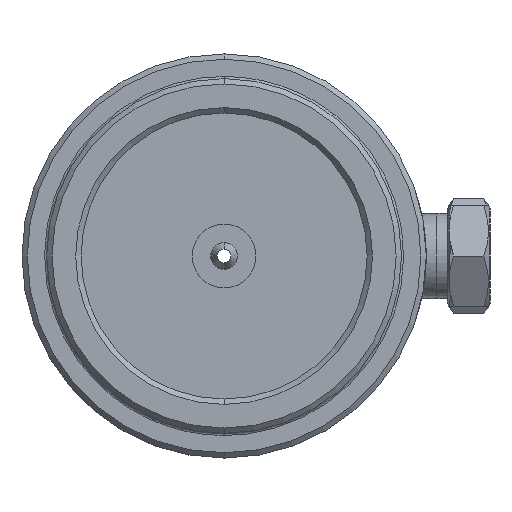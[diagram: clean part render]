
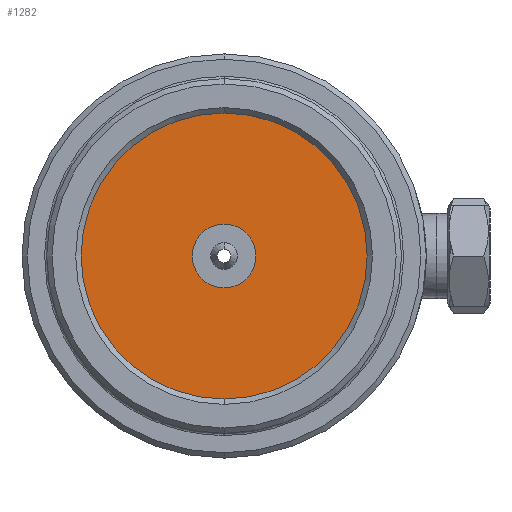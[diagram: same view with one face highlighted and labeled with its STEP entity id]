
A CAD part, front view. The second image highlights one B-rep face of the part: STEP entity #1282.
In plain terms, the highlighted planar face has unit normal (0, -1, 0).
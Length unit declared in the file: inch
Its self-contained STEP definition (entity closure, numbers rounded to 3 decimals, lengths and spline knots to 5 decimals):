
#18 = PLANE ( 'NONE',  #2418 ) ;
#62 = CARTESIAN_POINT ( 'NONE',  ( 0., 1.12964, 0. ) ) ;
#72 = CARTESIAN_POINT ( 'NONE',  ( 1.06102, 1.12964, 0. ) ) ;
#80 = VERTEX_POINT ( 'NONE', #2103 ) ;
#127 = EDGE_CURVE ( 'NONE', #1185, #2974, #659, .T. ) ;
#179 = DIRECTION ( 'NONE',  ( 0., 0., -1. ) ) ;
#184 = DIRECTION ( 'NONE',  ( 0., 1., 0. ) ) ;
#187 = DIRECTION ( 'NONE',  ( 0., -1., 0. ) ) ;
#190 = CARTESIAN_POINT ( 'NONE',  ( 0., 1.12964, 0. ) ) ;
#584 = ORIENTED_EDGE ( 'NONE', *, *, #783, .F. ) ;
#648 = CARTESIAN_POINT ( 'NONE',  ( -1.06102, 1.12964, 0. ) ) ;
#659 = CIRCLE ( 'NONE', #3277, 1.06102 ) ;
#713 = ORIENTED_EDGE ( 'NONE', *, *, #2557, .F. ) ;
#783 = EDGE_CURVE ( 'NONE', #2974, #1185, #2024, .T. ) ;
#884 = DIRECTION ( 'NONE',  ( 0., 0., 1. ) ) ;
#968 = EDGE_LOOP ( 'NONE', ( #713, #2679 ) ) ;
#1092 = EDGE_LOOP ( 'NONE', ( #1513, #584 ) ) ;
#1185 = VERTEX_POINT ( 'NONE', #648 ) ;
#1282 = ADVANCED_FACE ( 'NONE', ( #1985, #3077 ), #18, .F. ) ;
#1513 = ORIENTED_EDGE ( 'NONE', *, *, #127, .F. ) ;
#1857 = CARTESIAN_POINT ( 'NONE',  ( 0., 1.12964, -0.23622 ) ) ;
#1865 = EDGE_CURVE ( 'NONE', #80, #2261, #3239, .T. ) ;
#1985 = FACE_OUTER_BOUND ( 'NONE', #1092, .T. ) ;
#2024 = CIRCLE ( 'NONE', #2909, 1.06102 ) ;
#2059 = CARTESIAN_POINT ( 'NONE',  ( 0., 1.12964, 0. ) ) ;
#2103 = CARTESIAN_POINT ( 'NONE',  ( 0., 1.12964, 0.23622 ) ) ;
#2261 = VERTEX_POINT ( 'NONE', #1857 ) ;
#2328 = DIRECTION ( 'NONE',  ( -1., 0., 0. ) ) ;
#2418 = AXIS2_PLACEMENT_3D ( 'NONE', #62, #2424, #884 ) ;
#2424 = DIRECTION ( 'NONE',  ( 0., 1., 0. ) ) ;
#2522 = CIRCLE ( 'NONE', #2648, 0.23622 ) ;
#2537 = DIRECTION ( 'NONE',  ( 0., 0., -1. ) ) ;
#2550 = DIRECTION ( 'NONE',  ( 0., -1., 0. ) ) ;
#2557 = EDGE_CURVE ( 'NONE', #2261, #80, #2522, .T. ) ;
#2559 = CARTESIAN_POINT ( 'NONE',  ( 0., 1.12964, 0. ) ) ;
#2648 = AXIS2_PLACEMENT_3D ( 'NONE', #2559, #2550, #2537 ) ;
#2679 = ORIENTED_EDGE ( 'NONE', *, *, #1865, .F. ) ;
#2909 = AXIS2_PLACEMENT_3D ( 'NONE', #3347, #3335, #3314 ) ;
#2974 = VERTEX_POINT ( 'NONE', #72 ) ;
#3077 = FACE_BOUND ( 'NONE', #968, .T. ) ;
#3239 = CIRCLE ( 'NONE', #3377, 0.23622 ) ;
#3277 = AXIS2_PLACEMENT_3D ( 'NONE', #2059, #184, #2328 ) ;
#3314 = DIRECTION ( 'NONE',  ( -1., 0., 0. ) ) ;
#3335 = DIRECTION ( 'NONE',  ( 0., 1., 0. ) ) ;
#3347 = CARTESIAN_POINT ( 'NONE',  ( 0., 1.12964, 0. ) ) ;
#3377 = AXIS2_PLACEMENT_3D ( 'NONE', #190, #187, #179 ) ;
